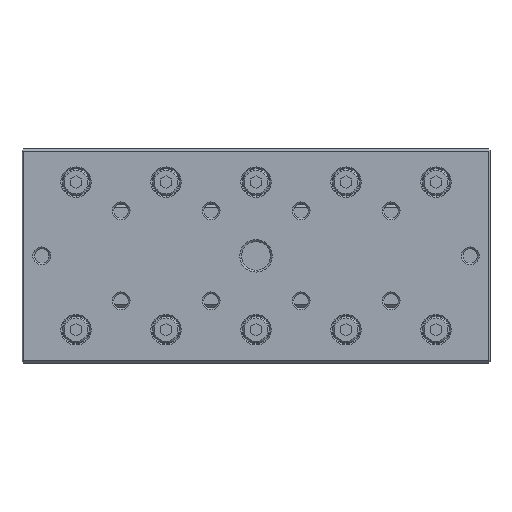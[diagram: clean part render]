
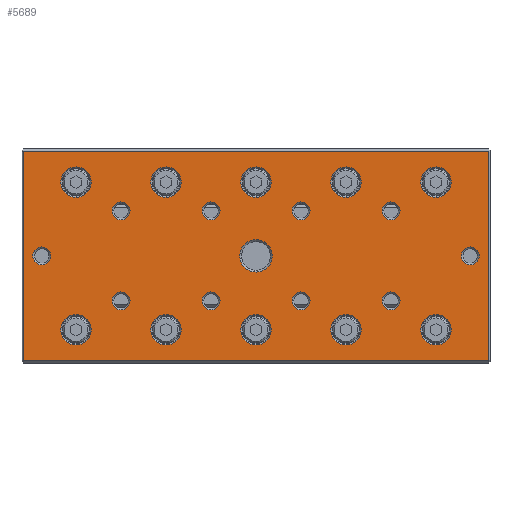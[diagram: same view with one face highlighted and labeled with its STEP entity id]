
A CAD part, top view. The second image highlights one B-rep face of the part: STEP entity #5689.
In plain terms, the highlighted planar face has unit normal (0, 0, 1).
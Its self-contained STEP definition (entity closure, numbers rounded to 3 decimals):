
#4932=FACE_BOUND('',#8565,.T.);
#4933=FACE_BOUND('',#8566,.T.);
#4934=FACE_BOUND('',#8567,.T.);
#4935=FACE_BOUND('',#8568,.T.);
#4936=FACE_BOUND('',#8569,.T.);
#4937=FACE_BOUND('',#8570,.T.);
#4938=FACE_BOUND('',#8571,.T.);
#4939=FACE_BOUND('',#8572,.T.);
#4940=FACE_BOUND('',#8573,.T.);
#4941=FACE_BOUND('',#8574,.T.);
#4942=FACE_BOUND('',#8575,.T.);
#4943=FACE_BOUND('',#8576,.T.);
#4944=FACE_BOUND('',#8577,.T.);
#4945=FACE_BOUND('',#8578,.T.);
#4946=FACE_BOUND('',#8579,.T.);
#4947=FACE_BOUND('',#8580,.T.);
#4948=FACE_BOUND('',#8581,.T.);
#4949=FACE_BOUND('',#8582,.T.);
#4950=FACE_BOUND('',#8583,.T.);
#4951=FACE_BOUND('',#8584,.T.);
#4952=FACE_BOUND('',#8585,.T.);
#4953=FACE_BOUND('',#8586,.T.);
#5329=CIRCLE('',#23160,4.5);
#5330=CIRCLE('',#23161,2.5);
#5331=CIRCLE('',#23162,2.5);
#5332=CIRCLE('',#23163,2.5);
#5333=CIRCLE('',#23164,2.5);
#5334=CIRCLE('',#23165,2.5);
#5335=CIRCLE('',#23166,2.5);
#5336=CIRCLE('',#23167,2.5);
#5337=CIRCLE('',#23168,2.5);
#5338=CIRCLE('',#23169,2.5);
#5339=CIRCLE('',#23170,2.5);
#5340=CIRCLE('',#23171,4.225);
#5341=CIRCLE('',#23172,4.225);
#5342=CIRCLE('',#23173,4.225);
#5343=CIRCLE('',#23174,4.225);
#5344=CIRCLE('',#23175,4.225);
#5345=CIRCLE('',#23176,4.225);
#5346=CIRCLE('',#23177,4.225);
#5347=CIRCLE('',#23178,4.225);
#5348=CIRCLE('',#23179,4.225);
#5349=CIRCLE('',#23180,4.225);
#5689=ADVANCED_FACE('',(#4932,#4933,#4934,#4935,#4936,#4937,#4938,#4939,
#4940,#4941,#4942,#4943,#4944,#4945,#4946,#4947,#4948,#4949,#4950,#4951,
#4952,#4953),#6716,.F.);
#6716=PLANE('',#23181);
#8565=EDGE_LOOP('',(#10971));
#8566=EDGE_LOOP('',(#10972));
#8567=EDGE_LOOP('',(#10973));
#8568=EDGE_LOOP('',(#10974));
#8569=EDGE_LOOP('',(#10975));
#8570=EDGE_LOOP('',(#10976));
#8571=EDGE_LOOP('',(#10977));
#8572=EDGE_LOOP('',(#10978));
#8573=EDGE_LOOP('',(#10979));
#8574=EDGE_LOOP('',(#10980));
#8575=EDGE_LOOP('',(#10981));
#8576=EDGE_LOOP('',(#10982));
#8577=EDGE_LOOP('',(#10983));
#8578=EDGE_LOOP('',(#10984));
#8579=EDGE_LOOP('',(#10985));
#8580=EDGE_LOOP('',(#10986));
#8581=EDGE_LOOP('',(#10987));
#8582=EDGE_LOOP('',(#10988));
#8583=EDGE_LOOP('',(#10989));
#8584=EDGE_LOOP('',(#10990));
#8585=EDGE_LOOP('',(#10991));
#8586=EDGE_LOOP('',(#10992,#10993,#10994,#10995));
#10971=ORIENTED_EDGE('',*,*,#17316,.T.);
#10972=ORIENTED_EDGE('',*,*,#17317,.F.);
#10973=ORIENTED_EDGE('',*,*,#17318,.T.);
#10974=ORIENTED_EDGE('',*,*,#17319,.T.);
#10975=ORIENTED_EDGE('',*,*,#17320,.T.);
#10976=ORIENTED_EDGE('',*,*,#17321,.T.);
#10977=ORIENTED_EDGE('',*,*,#17322,.T.);
#10978=ORIENTED_EDGE('',*,*,#17323,.T.);
#10979=ORIENTED_EDGE('',*,*,#17324,.T.);
#10980=ORIENTED_EDGE('',*,*,#17325,.T.);
#10981=ORIENTED_EDGE('',*,*,#17326,.T.);
#10982=ORIENTED_EDGE('',*,*,#17327,.T.);
#10983=ORIENTED_EDGE('',*,*,#17328,.T.);
#10984=ORIENTED_EDGE('',*,*,#17329,.T.);
#10985=ORIENTED_EDGE('',*,*,#17330,.T.);
#10986=ORIENTED_EDGE('',*,*,#17331,.T.);
#10987=ORIENTED_EDGE('',*,*,#17332,.T.);
#10988=ORIENTED_EDGE('',*,*,#17333,.T.);
#10989=ORIENTED_EDGE('',*,*,#17334,.T.);
#10990=ORIENTED_EDGE('',*,*,#17335,.T.);
#10991=ORIENTED_EDGE('',*,*,#17336,.T.);
#10992=ORIENTED_EDGE('',*,*,#17337,.T.);
#10993=ORIENTED_EDGE('',*,*,#17338,.T.);
#10994=ORIENTED_EDGE('',*,*,#17339,.T.);
#10995=ORIENTED_EDGE('',*,*,#17340,.T.);
#15437=VERTEX_POINT('',#30609);
#15438=VERTEX_POINT('',#30611);
#15439=VERTEX_POINT('',#30613);
#15440=VERTEX_POINT('',#30615);
#15441=VERTEX_POINT('',#30617);
#15442=VERTEX_POINT('',#30619);
#15443=VERTEX_POINT('',#30621);
#15444=VERTEX_POINT('',#30623);
#15445=VERTEX_POINT('',#30625);
#15446=VERTEX_POINT('',#30627);
#15447=VERTEX_POINT('',#30629);
#15448=VERTEX_POINT('',#30631);
#15449=VERTEX_POINT('',#30633);
#15450=VERTEX_POINT('',#30635);
#15451=VERTEX_POINT('',#30637);
#15452=VERTEX_POINT('',#30639);
#15453=VERTEX_POINT('',#30641);
#15454=VERTEX_POINT('',#30643);
#15455=VERTEX_POINT('',#30645);
#15456=VERTEX_POINT('',#30647);
#15457=VERTEX_POINT('',#30649);
#15458=VERTEX_POINT('',#30651);
#15459=VERTEX_POINT('',#30652);
#15460=VERTEX_POINT('',#30654);
#15461=VERTEX_POINT('',#30656);
#17316=EDGE_CURVE('',#15437,#15437,#5329,.T.);
#17317=EDGE_CURVE('',#15438,#15438,#5330,.T.);
#17318=EDGE_CURVE('',#15439,#15439,#5331,.T.);
#17319=EDGE_CURVE('',#15440,#15440,#5332,.T.);
#17320=EDGE_CURVE('',#15441,#15441,#5333,.T.);
#17321=EDGE_CURVE('',#15442,#15442,#5334,.T.);
#17322=EDGE_CURVE('',#15443,#15443,#5335,.T.);
#17323=EDGE_CURVE('',#15444,#15444,#5336,.T.);
#17324=EDGE_CURVE('',#15445,#15445,#5337,.T.);
#17325=EDGE_CURVE('',#15446,#15446,#5338,.T.);
#17326=EDGE_CURVE('',#15447,#15447,#5339,.T.);
#17327=EDGE_CURVE('',#15448,#15448,#5340,.T.);
#17328=EDGE_CURVE('',#15449,#15449,#5341,.T.);
#17329=EDGE_CURVE('',#15450,#15450,#5342,.T.);
#17330=EDGE_CURVE('',#15451,#15451,#5343,.T.);
#17331=EDGE_CURVE('',#15452,#15452,#5344,.T.);
#17332=EDGE_CURVE('',#15453,#15453,#5345,.T.);
#17333=EDGE_CURVE('',#15454,#15454,#5346,.T.);
#17334=EDGE_CURVE('',#15455,#15455,#5347,.T.);
#17335=EDGE_CURVE('',#15456,#15456,#5348,.T.);
#17336=EDGE_CURVE('',#15457,#15457,#5349,.T.);
#17337=EDGE_CURVE('',#15458,#15459,#19598,.T.);
#17338=EDGE_CURVE('',#15459,#15460,#19599,.T.);
#17339=EDGE_CURVE('',#15460,#15461,#19600,.T.);
#17340=EDGE_CURVE('',#15461,#15458,#19601,.T.);
#19598=LINE('',#30650,#21548);
#19599=LINE('',#30653,#21549);
#19600=LINE('',#30655,#21550);
#19601=LINE('',#30657,#21551);
#21548=VECTOR('',#25353,1.);
#21549=VECTOR('',#25354,1.);
#21550=VECTOR('',#25355,1.);
#21551=VECTOR('',#25356,1.);
#23160=AXIS2_PLACEMENT_3D('',#30608,#25311,#25312);
#23161=AXIS2_PLACEMENT_3D('',#30610,#25313,#25314);
#23162=AXIS2_PLACEMENT_3D('',#30612,#25315,#25316);
#23163=AXIS2_PLACEMENT_3D('',#30614,#25317,#25318);
#23164=AXIS2_PLACEMENT_3D('',#30616,#25319,#25320);
#23165=AXIS2_PLACEMENT_3D('',#30618,#25321,#25322);
#23166=AXIS2_PLACEMENT_3D('',#30620,#25323,#25324);
#23167=AXIS2_PLACEMENT_3D('',#30622,#25325,#25326);
#23168=AXIS2_PLACEMENT_3D('',#30624,#25327,#25328);
#23169=AXIS2_PLACEMENT_3D('',#30626,#25329,#25330);
#23170=AXIS2_PLACEMENT_3D('',#30628,#25331,#25332);
#23171=AXIS2_PLACEMENT_3D('',#30630,#25333,#25334);
#23172=AXIS2_PLACEMENT_3D('',#30632,#25335,#25336);
#23173=AXIS2_PLACEMENT_3D('',#30634,#25337,#25338);
#23174=AXIS2_PLACEMENT_3D('',#30636,#25339,#25340);
#23175=AXIS2_PLACEMENT_3D('',#30638,#25341,#25342);
#23176=AXIS2_PLACEMENT_3D('',#30640,#25343,#25344);
#23177=AXIS2_PLACEMENT_3D('',#30642,#25345,#25346);
#23178=AXIS2_PLACEMENT_3D('',#30644,#25347,#25348);
#23179=AXIS2_PLACEMENT_3D('',#30646,#25349,#25350);
#23180=AXIS2_PLACEMENT_3D('',#30648,#25351,#25352);
#23181=AXIS2_PLACEMENT_3D('',#30658,#25357,#25358);
#25311=DIRECTION('',(0.,0.,-1.));
#25312=DIRECTION('',(-1.,0.,0.));
#25313=DIRECTION('',(0.,0.,1.));
#25314=DIRECTION('',(1.,0.,0.));
#25315=DIRECTION('',(0.,0.,-1.));
#25316=DIRECTION('',(-1.,0.,0.));
#25317=DIRECTION('',(0.,0.,-1.));
#25318=DIRECTION('',(-1.,0.,0.));
#25319=DIRECTION('',(0.,0.,-1.));
#25320=DIRECTION('',(-1.,0.,0.));
#25321=DIRECTION('',(0.,0.,-1.));
#25322=DIRECTION('',(-1.,0.,0.));
#25323=DIRECTION('',(0.,0.,-1.));
#25324=DIRECTION('',(-1.,0.,0.));
#25325=DIRECTION('',(0.,0.,-1.));
#25326=DIRECTION('',(-1.,0.,0.));
#25327=DIRECTION('',(0.,0.,-1.));
#25328=DIRECTION('',(-1.,0.,0.));
#25329=DIRECTION('',(0.,0.,-1.));
#25330=DIRECTION('',(-1.,0.,0.));
#25331=DIRECTION('',(0.,0.,-1.));
#25332=DIRECTION('',(-1.,0.,0.));
#25333=DIRECTION('',(0.,0.,-1.));
#25334=DIRECTION('',(-1.,0.,0.));
#25335=DIRECTION('',(0.,0.,-1.));
#25336=DIRECTION('',(-1.,0.,0.));
#25337=DIRECTION('',(0.,0.,-1.));
#25338=DIRECTION('',(-1.,0.,0.));
#25339=DIRECTION('',(0.,0.,-1.));
#25340=DIRECTION('',(-1.,0.,0.));
#25341=DIRECTION('',(0.,0.,-1.));
#25342=DIRECTION('',(-1.,0.,0.));
#25343=DIRECTION('',(0.,0.,-1.));
#25344=DIRECTION('',(-1.,0.,0.));
#25345=DIRECTION('',(0.,0.,-1.));
#25346=DIRECTION('',(-1.,0.,0.));
#25347=DIRECTION('',(0.,0.,-1.));
#25348=DIRECTION('',(-1.,0.,0.));
#25349=DIRECTION('',(0.,0.,-1.));
#25350=DIRECTION('',(-1.,0.,0.));
#25351=DIRECTION('',(0.,0.,-1.));
#25352=DIRECTION('',(-1.,0.,0.));
#25353=DIRECTION('',(1.,0.,0.));
#25354=DIRECTION('',(0.,1.,0.));
#25355=DIRECTION('',(-1.,0.,0.));
#25356=DIRECTION('',(0.,-1.,0.));
#25357=DIRECTION('',(0.,0.,-1.));
#25358=DIRECTION('',(1.,0.,0.));
#30608=CARTESIAN_POINT('',(145.,29.75,28.));
#30609=CARTESIAN_POINT('',(140.5,29.75,28.));
#30610=CARTESIAN_POINT('',(204.5,29.75,28.));
#30611=CARTESIAN_POINT('',(207.,29.75,28.));
#30612=CARTESIAN_POINT('',(85.5,29.75,28.));
#30613=CARTESIAN_POINT('',(83.,29.75,28.));
#30614=CARTESIAN_POINT('',(182.5,17.25,28.));
#30615=CARTESIAN_POINT('',(180.,17.25,28.));
#30616=CARTESIAN_POINT('',(182.5,42.25,28.));
#30617=CARTESIAN_POINT('',(180.,42.25,28.));
#30618=CARTESIAN_POINT('',(157.5,17.25,28.));
#30619=CARTESIAN_POINT('',(155.,17.25,28.));
#30620=CARTESIAN_POINT('',(157.5,42.25,28.));
#30621=CARTESIAN_POINT('',(155.,42.25,28.));
#30622=CARTESIAN_POINT('',(132.5,17.25,28.));
#30623=CARTESIAN_POINT('',(130.,17.25,28.));
#30624=CARTESIAN_POINT('',(132.5,42.25,28.));
#30625=CARTESIAN_POINT('',(130.,42.25,28.));
#30626=CARTESIAN_POINT('',(107.5,17.25,28.));
#30627=CARTESIAN_POINT('',(105.,17.25,28.));
#30628=CARTESIAN_POINT('',(107.5,42.25,28.));
#30629=CARTESIAN_POINT('',(105.,42.25,28.));
#30630=CARTESIAN_POINT('',(195.,9.25,28.));
#30631=CARTESIAN_POINT('',(190.775,9.25,28.));
#30632=CARTESIAN_POINT('',(195.,50.25,28.));
#30633=CARTESIAN_POINT('',(190.775,50.25,28.));
#30634=CARTESIAN_POINT('',(170.,9.25,28.));
#30635=CARTESIAN_POINT('',(165.775,9.25,28.));
#30636=CARTESIAN_POINT('',(170.,50.25,28.));
#30637=CARTESIAN_POINT('',(165.775,50.25,28.));
#30638=CARTESIAN_POINT('',(145.,9.25,28.));
#30639=CARTESIAN_POINT('',(140.775,9.25,28.));
#30640=CARTESIAN_POINT('',(145.,50.25,28.));
#30641=CARTESIAN_POINT('',(140.775,50.25,28.));
#30642=CARTESIAN_POINT('',(120.,9.25,28.));
#30643=CARTESIAN_POINT('',(115.775,9.25,28.));
#30644=CARTESIAN_POINT('',(120.,50.25,28.));
#30645=CARTESIAN_POINT('',(115.775,50.25,28.));
#30646=CARTESIAN_POINT('',(95.,9.25,28.));
#30647=CARTESIAN_POINT('',(90.775,9.25,28.));
#30648=CARTESIAN_POINT('',(95.,50.25,28.));
#30649=CARTESIAN_POINT('',(90.775,50.25,28.));
#30650=CARTESIAN_POINT('',(210.,0.7,28.));
#30651=CARTESIAN_POINT('',(80.4,0.7,28.));
#30652=CARTESIAN_POINT('',(209.6,0.7,28.));
#30653=CARTESIAN_POINT('',(209.6,59.5,28.));
#30654=CARTESIAN_POINT('',(209.6,58.8,28.));
#30655=CARTESIAN_POINT('',(210.,58.8,28.));
#30656=CARTESIAN_POINT('',(80.4,58.8,28.));
#30657=CARTESIAN_POINT('',(80.4,0.7,28.));
#30658=CARTESIAN_POINT('',(210.,59.5,28.));
